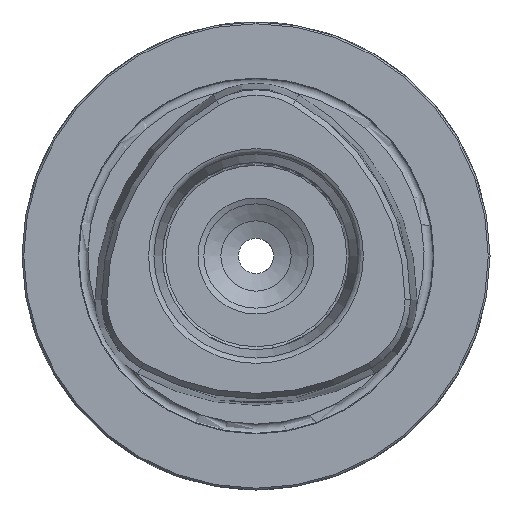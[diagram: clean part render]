
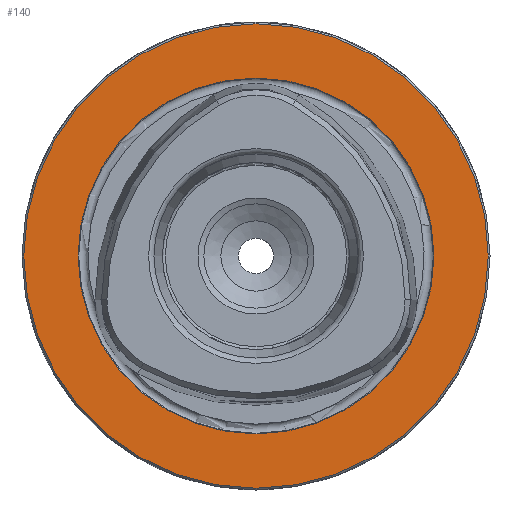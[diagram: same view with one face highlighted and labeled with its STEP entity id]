
A CAD part, left-side view. The second image highlights one B-rep face of the part: STEP entity #140.
In plain terms, the highlighted planar face has unit normal (-1, 0, 0).
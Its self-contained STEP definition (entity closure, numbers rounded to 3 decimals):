
#140 = ADVANCED_FACE( '', ( #374, #375 ), #376, .T. );
#374 = FACE_OUTER_BOUND( '', #745, .T. );
#375 = FACE_BOUND( '', #746, .T. );
#376 = PLANE( '', #747 );
#745 = EDGE_LOOP( '', ( #1135 ) );
#746 = EDGE_LOOP( '', ( #1136 ) );
#747 = AXIS2_PLACEMENT_3D( '', #1137, #1138, #1139 );
#1135 = ORIENTED_EDGE( '', *, *, #1922, .T. );
#1136 = ORIENTED_EDGE( '', *, *, #1923, .F. );
#1137 = CARTESIAN_POINT( '', ( 0., 0., 30.25 ) );
#1138 = DIRECTION( '', ( -1., 0., 0. ) );
#1139 = DIRECTION( '', ( 0., 0., 1. ) );
#1922 = EDGE_CURVE( '', #2244, #2244, #2245, .T. );
#1923 = EDGE_CURVE( '', #2246, #2246, #2247, .T. );
#2244 = VERTEX_POINT( '', #2730 );
#2245 = CIRCLE( '', #2731, 39.7 );
#2246 = VERTEX_POINT( '', #2732 );
#2247 = CIRCLE( '', #2733, 30.414 );
#2730 = CARTESIAN_POINT( '', ( 0., 0., 39.7 ) );
#2731 = AXIS2_PLACEMENT_3D( '', #3880, #3881, #3882 );
#2732 = CARTESIAN_POINT( '', ( 0., 0., 30.414 ) );
#2733 = AXIS2_PLACEMENT_3D( '', #3883, #3884, #3885 );
#3880 = CARTESIAN_POINT( '', ( 0., 0., 0. ) );
#3881 = DIRECTION( '', ( -1., 0., 0. ) );
#3882 = DIRECTION( '', ( 0., 0., 1. ) );
#3883 = CARTESIAN_POINT( '', ( 0., 0., 0. ) );
#3884 = DIRECTION( '', ( -1., 0., 0. ) );
#3885 = DIRECTION( '', ( 0., 0., 1. ) );
